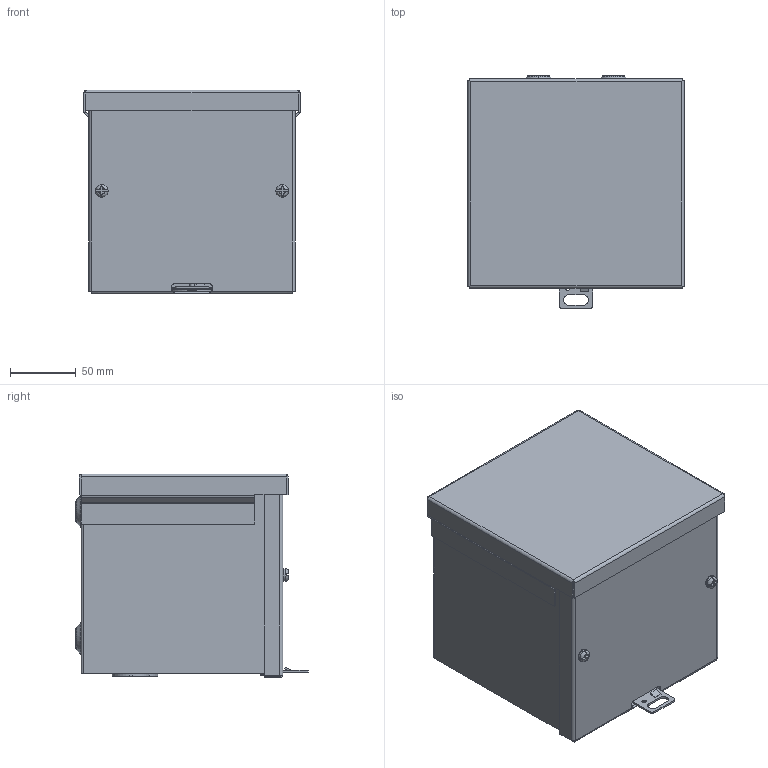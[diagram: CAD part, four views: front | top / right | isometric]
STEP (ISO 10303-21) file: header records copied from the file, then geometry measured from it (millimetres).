
FILE_DESCRIPTION (( 'STEP AP203' ), '1' );
FILE_NAME ('C3R666SC_Default.step', '2019-11-12T22:05:00', ( '' ), ( '' ), 'SwSTEP 2.0', 'SolidWorks 2019', '' );
FILE_SCHEMA (( 'CONFIG_CONTROL_DESIGN' ));
Length unit declared in the file: inch
Products named in the file (1): C3R666SC_Default
Bounding box: 164.82 x 177.22 x 155.45 mm (x, y, z)
Volume: 254521.1 mm3; surface area: 355896.6 mm2
Topology: 9 solids, 9 shells, 357 faces, 891 edges, 561 vertices
Faces by surface type: plane 182, cylinder 101, bspline 48, cone 26
Entity records: 13218 total; most frequent: CARTESIAN_POINT 4768, ORIENTED_EDGE 1778, DIRECTION 1701, EDGE_CURVE 889, AXIS2_PLACEMENT_3D 598, VERTEX_POINT 561, LINE 505, VECTOR 505
